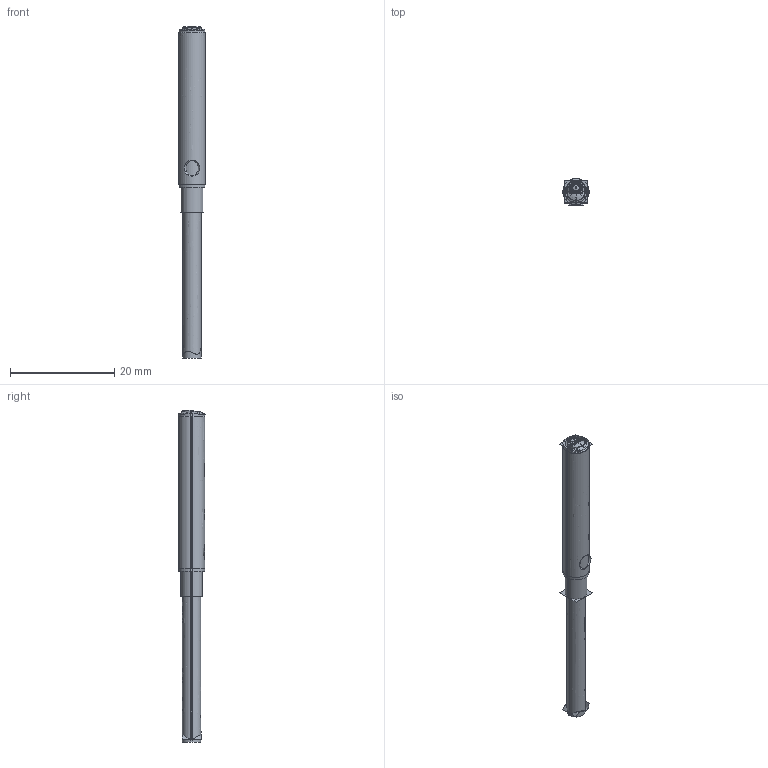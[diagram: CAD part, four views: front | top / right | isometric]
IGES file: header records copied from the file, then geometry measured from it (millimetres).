
Start section:  PTC IGES file: 214322.igs
Global section: file name: 214322.igs; native system: Creo Parametric by PTC Inc.; preprocessor: 2019292; author: PDMAdmin; organization: Unknown; date: 20200804.094409; units: millimetre
Bounding box: 5.1 x 5.26 x 63.77 mm (x, y, z)
Volume: 917 mm3; surface area: 3750.5 mm2
Topology: 1 solids, 1 shells, 96 faces, 485 edges, 615 vertices
Faces by surface type: revolution 64, bspline 30, extrusion 2
